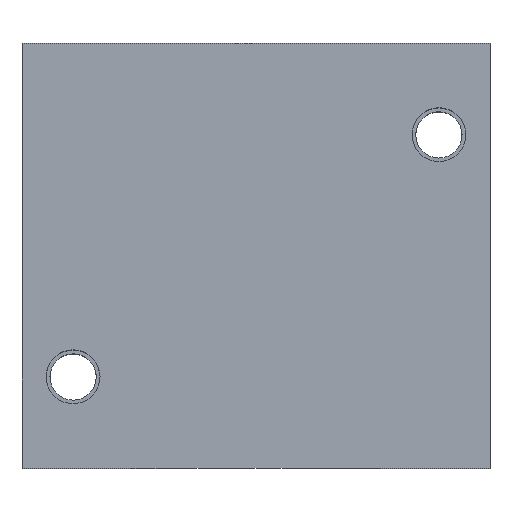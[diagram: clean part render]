
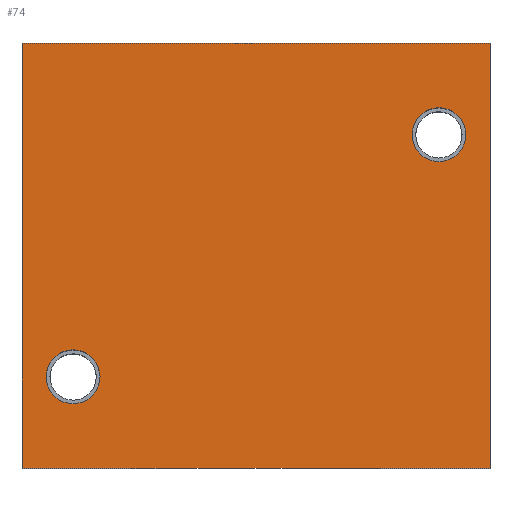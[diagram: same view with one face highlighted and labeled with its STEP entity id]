
A CAD part, top view. The second image highlights one B-rep face of the part: STEP entity #74.
In plain terms, the highlighted planar face has unit normal (0, 0, 1).
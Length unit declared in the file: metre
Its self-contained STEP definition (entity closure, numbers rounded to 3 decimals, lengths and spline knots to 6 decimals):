
#74 = ADVANCED_FACE( '', ( #168, #169, #170 ), #171, .T. );
#168 = FACE_BOUND( '', #289, .T. );
#169 = FACE_OUTER_BOUND( '', #290, .T. );
#170 = FACE_BOUND( '', #291, .T. );
#171 = PLANE( '', #292 );
#289 = EDGE_LOOP( '', ( #448 ) );
#290 = EDGE_LOOP( '', ( #449, #450, #451, #452 ) );
#291 = EDGE_LOOP( '', ( #453 ) );
#292 = AXIS2_PLACEMENT_3D( '', #454, #455, #456 );
#448 = ORIENTED_EDGE( '', *, *, #693, .T. );
#449 = ORIENTED_EDGE( '', *, *, #669, .F. );
#450 = ORIENTED_EDGE( '', *, *, #682, .F. );
#451 = ORIENTED_EDGE( '', *, *, #694, .T. );
#452 = ORIENTED_EDGE( '', *, *, #695, .T. );
#453 = ORIENTED_EDGE( '', *, *, #696, .T. );
#454 = CARTESIAN_POINT( '', ( -0.0435, -0.0395, 0.035 ) );
#455 = DIRECTION( '', ( 0., 0., 1. ) );
#456 = DIRECTION( '', ( 1., 0., 0. ) );
#669 = EDGE_CURVE( '', #790, #792, #793, .T. );
#682 = EDGE_CURVE( '', #814, #790, #816, .T. );
#693 = EDGE_CURVE( '', #831, #831, #832, .T. );
#694 = EDGE_CURVE( '', #814, #833, #834, .T. );
#695 = EDGE_CURVE( '', #833, #792, #835, .T. );
#696 = EDGE_CURVE( '', #836, #836, #837, .T. );
#790 = VERTEX_POINT( '', #957 );
#792 = VERTEX_POINT( '', #960 );
#793 = LINE( '', #961, #962 );
#814 = VERTEX_POINT( '', #992 );
#816 = LINE( '', #995, #996 );
#831 = VERTEX_POINT( '', #1014 );
#832 = CIRCLE( '', #1015, 0.005 );
#833 = VERTEX_POINT( '', #1016 );
#834 = LINE( '', #1017, #1018 );
#835 = LINE( '', #1019, #1020 );
#836 = VERTEX_POINT( '', #1021 );
#837 = CIRCLE( '', #1022, 0.005 );
#957 = CARTESIAN_POINT( '', ( -0.0435, 0.0395, 0.035 ) );
#960 = CARTESIAN_POINT( '', ( 0.0435, 0.0395, 0.035 ) );
#961 = CARTESIAN_POINT( '', ( -0.0435, 0.0395, 0.035 ) );
#962 = VECTOR( '', #1266, 1. );
#992 = CARTESIAN_POINT( '', ( -0.0435, -0.0395, 0.035 ) );
#995 = CARTESIAN_POINT( '', ( -0.0435, -0.0395, 0.035 ) );
#996 = VECTOR( '', #1280, 1. );
#1014 = CARTESIAN_POINT( '', ( 0.034, 0.0275, 0.035 ) );
#1015 = AXIS2_PLACEMENT_3D( '', #1293, #1294, #1295 );
#1016 = CARTESIAN_POINT( '', ( 0.0435, -0.0395, 0.035 ) );
#1017 = CARTESIAN_POINT( '', ( -0.0435, -0.0395, 0.035 ) );
#1018 = VECTOR( '', #1296, 1. );
#1019 = CARTESIAN_POINT( '', ( 0.0435, -0.0395, 0.035 ) );
#1020 = VECTOR( '', #1297, 1. );
#1021 = CARTESIAN_POINT( '', ( -0.034, -0.0175, 0.035 ) );
#1022 = AXIS2_PLACEMENT_3D( '', #1298, #1299, #1300 );
#1266 = DIRECTION( '', ( 1., 0., 0. ) );
#1280 = DIRECTION( '', ( 0., 1., 0. ) );
#1293 = CARTESIAN_POINT( '', ( 0.034, 0.0225, 0.035 ) );
#1294 = DIRECTION( '', ( 0., 0., -1. ) );
#1295 = DIRECTION( '', ( 0., 1., 0. ) );
#1296 = DIRECTION( '', ( 1., 0., 0. ) );
#1297 = DIRECTION( '', ( 0., 1., 0. ) );
#1298 = CARTESIAN_POINT( '', ( -0.034, -0.0225, 0.035 ) );
#1299 = DIRECTION( '', ( 0., 0., -1. ) );
#1300 = DIRECTION( '', ( 0., 1., 0. ) );
